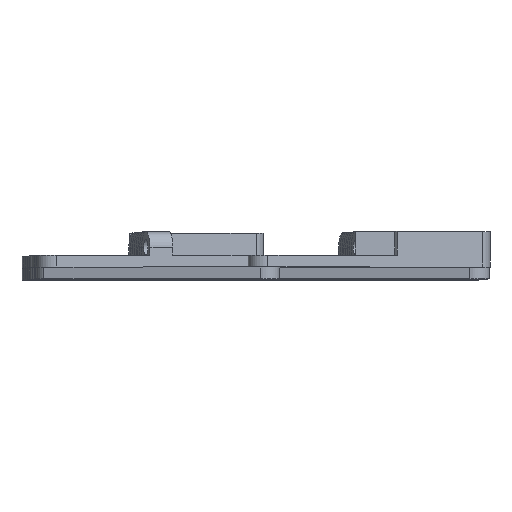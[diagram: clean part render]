
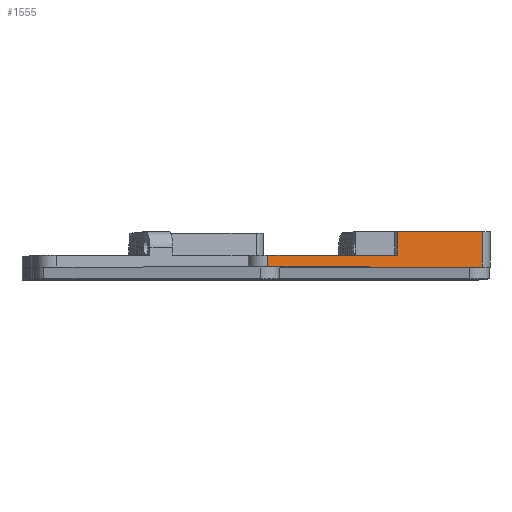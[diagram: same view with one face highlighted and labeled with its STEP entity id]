
A CAD part, top view. The second image highlights one B-rep face of the part: STEP entity #1555.
In plain terms, the highlighted face is planar.
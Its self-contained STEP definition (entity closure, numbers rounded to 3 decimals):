
#189=PLANE('',#1788);
#257=FACE_OUTER_BOUND('',#357,.T.);
#357=EDGE_LOOP('',(#1383,#1384,#1385,#1386,#1387,#1388));
#477=LINE('',#2679,#602);
#484=LINE('',#2693,#609);
#486=LINE('',#2699,#611);
#487=LINE('',#2701,#612);
#488=LINE('',#2703,#613);
#489=LINE('',#2704,#614);
#602=VECTOR('',#2199,10.);
#609=VECTOR('',#2210,10.);
#611=VECTOR('',#2216,10.);
#612=VECTOR('',#2217,10.);
#613=VECTOR('',#2218,10.);
#614=VECTOR('',#2219,10.);
#815=VERTEX_POINT('',#2677);
#816=VERTEX_POINT('',#2678);
#821=VERTEX_POINT('',#2692);
#823=VERTEX_POINT('',#2698);
#824=VERTEX_POINT('',#2700);
#825=VERTEX_POINT('',#2702);
#1005=EDGE_CURVE('',#815,#816,#477,.T.);
#1012=EDGE_CURVE('',#815,#821,#484,.T.);
#1015=EDGE_CURVE('',#823,#816,#486,.T.);
#1016=EDGE_CURVE('',#824,#823,#487,.T.);
#1017=EDGE_CURVE('',#824,#825,#488,.T.);
#1018=EDGE_CURVE('',#825,#821,#489,.T.);
#1383=ORIENTED_EDGE('',*,*,#1005,.T.);
#1384=ORIENTED_EDGE('',*,*,#1015,.F.);
#1385=ORIENTED_EDGE('',*,*,#1016,.F.);
#1386=ORIENTED_EDGE('',*,*,#1017,.T.);
#1387=ORIENTED_EDGE('',*,*,#1018,.T.);
#1388=ORIENTED_EDGE('',*,*,#1012,.F.);
#1555=ADVANCED_FACE('',(#257),#189,.T.);
#1788=AXIS2_PLACEMENT_3D('',#2697,#2214,#2215);
#2199=DIRECTION('',(0.,-1.,0.));
#2210=DIRECTION('',(0.997,0.,0.082));
#2214=DIRECTION('center_axis',(-0.082,0.,0.997));
#2215=DIRECTION('ref_axis',(0.997,0.,0.082));
#2216=DIRECTION('',(0.997,0.,0.082));
#2217=DIRECTION('',(0.,1.,0.));
#2218=DIRECTION('',(0.997,0.,0.082));
#2219=DIRECTION('',(0.,1.,0.));
#2677=CARTESIAN_POINT('',(-21.299,9.,-6.735));
#2678=CARTESIAN_POINT('',(-21.299,3.,-6.735));
#2679=CARTESIAN_POINT('',(-21.299,2.5,-6.735));
#2692=CARTESIAN_POINT('',(0.924,9.,-4.911));
#2693=CARTESIAN_POINT('',(-55.143,9.,-9.513));
#2697=CARTESIAN_POINT('Origin',(-55.143,0.,-9.513));
#2698=CARTESIAN_POINT('',(-55.143,3.,-9.513));
#2699=CARTESIAN_POINT('',(-55.143,3.,-9.513));
#2700=CARTESIAN_POINT('',(-55.143,0.,-9.513));
#2701=CARTESIAN_POINT('',(-55.143,0.,-9.513));
#2702=CARTESIAN_POINT('',(0.924,0.,-4.911));
#2703=CARTESIAN_POINT('',(-55.143,0.,-9.513));
#2704=CARTESIAN_POINT('',(0.924,3.,-4.911));
